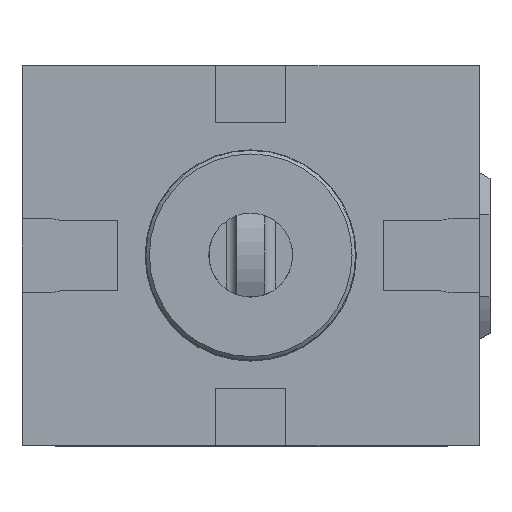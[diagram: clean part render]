
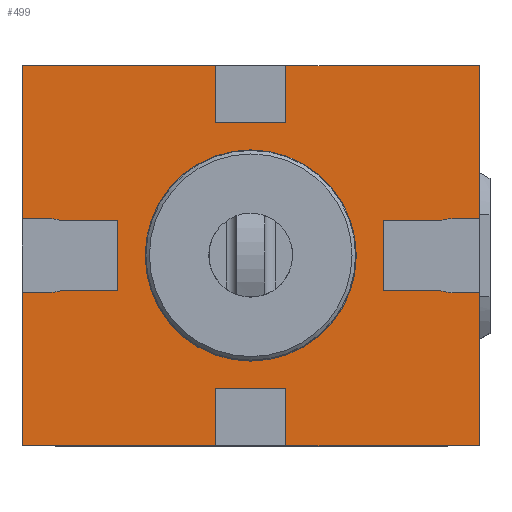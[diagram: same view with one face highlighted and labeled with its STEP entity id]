
A CAD part, top view. The second image highlights one B-rep face of the part: STEP entity #499.
In plain terms, the highlighted planar face has unit normal (0, 0, 1).
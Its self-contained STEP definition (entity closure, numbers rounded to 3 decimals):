
#51=LINE('',#2202,#168);
#54=LINE('',#2208,#171);
#56=LINE('',#2212,#173);
#60=LINE('',#2222,#177);
#63=LINE('',#2228,#180);
#69=LINE('',#2243,#186);
#71=LINE('',#2247,#188);
#73=LINE('',#2251,#190);
#83=LINE('',#2276,#200);
#85=LINE('',#2282,#202);
#87=LINE('',#2286,#204);
#89=LINE('',#2290,#206);
#93=LINE('',#2300,#210);
#99=LINE('',#2313,#216);
#103=LINE('',#2321,#220);
#104=LINE('',#2323,#221);
#126=LINE('',#2401,#243);
#130=LINE('',#2409,#247);
#138=LINE('',#2426,#255);
#141=LINE('',#2431,#258);
#142=LINE('',#2433,#259);
#143=LINE('',#2434,#260);
#144=LINE('',#2435,#261);
#145=LINE('',#2436,#262);
#168=VECTOR('',#1563,1.);
#171=VECTOR('',#1568,1.);
#173=VECTOR('',#1572,1.);
#177=VECTOR('',#1582,1.);
#180=VECTOR('',#1587,1.);
#186=VECTOR('',#1601,1.);
#188=VECTOR('',#1605,1.);
#190=VECTOR('',#1609,1.);
#200=VECTOR('',#1627,1.);
#202=VECTOR('',#1635,1.);
#204=VECTOR('',#1639,1.);
#206=VECTOR('',#1643,1.);
#210=VECTOR('',#1653,1.);
#216=VECTOR('',#1663,1.);
#220=VECTOR('',#1669,1.);
#221=VECTOR('',#1672,1.);
#243=VECTOR('',#1758,1.);
#247=VECTOR('',#1762,1.);
#255=VECTOR('',#1776,1.);
#258=VECTOR('',#1779,1.);
#259=VECTOR('',#1782,1.);
#260=VECTOR('',#1783,1.);
#261=VECTOR('',#1784,1.);
#262=VECTOR('',#1785,1.);
#317=PLANE('',#1453);
#422=CIRCLE('',#1392,10.5);
#423=CIRCLE('',#1396,10.5);
#426=CIRCLE('',#1406,10.5);
#427=CIRCLE('',#1411,10.5);
#437=CIRCLE('',#1447,30.);
#499=ADVANCED_FACE('',(#555,#556),#317,.T.);
#555=FACE_BOUND('',#643,.T.);
#556=FACE_BOUND('',#644,.T.);
#643=EDGE_LOOP('',(#914,#915,#916,#917,#918,#919,#920,#921,#922,#923,#924,
#925,#926,#927,#928,#929,#930,#931,#932,#933,#934,#935,#936,#937,#938,#939,
#940,#941));
#644=EDGE_LOOP('',(#942));
#914=ORIENTED_EDGE('',*,*,#1191,.F.);
#915=ORIENTED_EDGE('',*,*,#1192,.F.);
#916=ORIENTED_EDGE('',*,*,#1178,.F.);
#917=ORIENTED_EDGE('',*,*,#1181,.F.);
#918=ORIENTED_EDGE('',*,*,#1183,.F.);
#919=ORIENTED_EDGE('',*,*,#1185,.F.);
#920=ORIENTED_EDGE('',*,*,#1188,.F.);
#921=ORIENTED_EDGE('',*,*,#1279,.F.);
#922=ORIENTED_EDGE('',*,*,#1291,.T.);
#923=ORIENTED_EDGE('',*,*,#1198,.F.);
#924=ORIENTED_EDGE('',*,*,#1200,.F.);
#925=ORIENTED_EDGE('',*,*,#1202,.F.);
#926=ORIENTED_EDGE('',*,*,#1292,.T.);
#927=ORIENTED_EDGE('',*,*,#1287,.T.);
#928=ORIENTED_EDGE('',*,*,#1214,.F.);
#929=ORIENTED_EDGE('',*,*,#1215,.F.);
#930=ORIENTED_EDGE('',*,*,#1217,.F.);
#931=ORIENTED_EDGE('',*,*,#1219,.F.);
#932=ORIENTED_EDGE('',*,*,#1221,.F.);
#933=ORIENTED_EDGE('',*,*,#1223,.F.);
#934=ORIENTED_EDGE('',*,*,#1226,.F.);
#935=ORIENTED_EDGE('',*,*,#1290,.T.);
#936=ORIENTED_EDGE('',*,*,#1293,.F.);
#937=ORIENTED_EDGE('',*,*,#1236,.F.);
#938=ORIENTED_EDGE('',*,*,#1237,.F.);
#939=ORIENTED_EDGE('',*,*,#1232,.F.);
#940=ORIENTED_EDGE('',*,*,#1294,.F.);
#941=ORIENTED_EDGE('',*,*,#1275,.F.);
#942=ORIENTED_EDGE('',*,*,#1274,.F.);
#1053=VERTEX_POINT('',#2203);
#1054=VERTEX_POINT('',#2204);
#1055=VERTEX_POINT('',#2209);
#1056=VERTEX_POINT('',#2213);
#1057=VERTEX_POINT('',#2217);
#1058=VERTEX_POINT('',#2221);
#1059=VERTEX_POINT('',#2225);
#1060=VERTEX_POINT('',#2227);
#1065=VERTEX_POINT('',#2242);
#1066=VERTEX_POINT('',#2244);
#1067=VERTEX_POINT('',#2248);
#1068=VERTEX_POINT('',#2252);
#1077=VERTEX_POINT('',#2273);
#1078=VERTEX_POINT('',#2275);
#1079=VERTEX_POINT('',#2279);
#1080=VERTEX_POINT('',#2283);
#1081=VERTEX_POINT('',#2287);
#1082=VERTEX_POINT('',#2291);
#1083=VERTEX_POINT('',#2295);
#1084=VERTEX_POINT('',#2299);
#1089=VERTEX_POINT('',#2312);
#1090=VERTEX_POINT('',#2314);
#1091=VERTEX_POINT('',#2318);
#1092=VERTEX_POINT('',#2320);
#1116=VERTEX_POINT('',#2399);
#1117=VERTEX_POINT('',#2402);
#1120=VERTEX_POINT('',#2408);
#1127=VERTEX_POINT('',#2427);
#1128=VERTEX_POINT('',#2430);
#1178=EDGE_CURVE('',#1053,#1054,#51,.T.);
#1181=EDGE_CURVE('',#1055,#1053,#54,.T.);
#1183=EDGE_CURVE('',#1056,#1055,#56,.T.);
#1185=EDGE_CURVE('',#1057,#1056,#422,.T.);
#1188=EDGE_CURVE('',#1058,#1057,#60,.T.);
#1191=EDGE_CURVE('',#1060,#1059,#63,.T.);
#1192=EDGE_CURVE('',#1054,#1060,#423,.T.);
#1198=EDGE_CURVE('',#1065,#1066,#69,.T.);
#1200=EDGE_CURVE('',#1067,#1065,#71,.T.);
#1202=EDGE_CURVE('',#1068,#1067,#73,.T.);
#1214=EDGE_CURVE('',#1078,#1077,#83,.T.);
#1215=EDGE_CURVE('',#1079,#1078,#426,.T.);
#1217=EDGE_CURVE('',#1080,#1079,#85,.T.);
#1219=EDGE_CURVE('',#1081,#1080,#87,.T.);
#1221=EDGE_CURVE('',#1082,#1081,#89,.T.);
#1223=EDGE_CURVE('',#1083,#1082,#427,.T.);
#1226=EDGE_CURVE('',#1084,#1083,#93,.T.);
#1232=EDGE_CURVE('',#1089,#1090,#99,.T.);
#1236=EDGE_CURVE('',#1092,#1091,#103,.T.);
#1237=EDGE_CURVE('',#1090,#1092,#104,.T.);
#1274=EDGE_CURVE('',#1116,#1116,#437,.T.);
#1275=EDGE_CURVE('',#1059,#1117,#126,.T.);
#1279=EDGE_CURVE('',#1120,#1058,#130,.T.);
#1287=EDGE_CURVE('',#1127,#1077,#138,.T.);
#1290=EDGE_CURVE('',#1084,#1128,#141,.T.);
#1291=EDGE_CURVE('',#1120,#1066,#142,.T.);
#1292=EDGE_CURVE('',#1068,#1127,#143,.T.);
#1293=EDGE_CURVE('',#1091,#1128,#144,.T.);
#1294=EDGE_CURVE('',#1117,#1089,#145,.T.);
#1392=AXIS2_PLACEMENT_3D('',#2216,#1576,#1577);
#1396=AXIS2_PLACEMENT_3D('',#2230,#1590,#1591);
#1406=AXIS2_PLACEMENT_3D('',#2278,#1630,#1631);
#1411=AXIS2_PLACEMENT_3D('',#2294,#1647,#1648);
#1447=AXIS2_PLACEMENT_3D('',#2398,#1754,#1755);
#1453=AXIS2_PLACEMENT_3D('',#2437,#1786,#1787);
#1563=DIRECTION('',(-1.,0.,0.));
#1568=DIRECTION('',(0.,1.,0.));
#1572=DIRECTION('',(1.,0.,0.));
#1576=DIRECTION('',(0.,0.,1.));
#1577=DIRECTION('',(1.,0.,0.));
#1582=DIRECTION('',(1.,0.,0.));
#1587=DIRECTION('',(-1.,0.,0.));
#1590=DIRECTION('',(0.,0.,1.));
#1591=DIRECTION('',(1.,0.,0.));
#1601=DIRECTION('',(0.,-1.,0.));
#1605=DIRECTION('',(-1.,0.,0.));
#1609=DIRECTION('',(0.,1.,0.));
#1627=DIRECTION('',(1.,0.,0.));
#1630=DIRECTION('',(0.,0.,1.));
#1631=DIRECTION('',(1.,0.,0.));
#1635=DIRECTION('',(1.,0.,0.));
#1639=DIRECTION('',(0.,-1.,0.));
#1643=DIRECTION('',(-1.,0.,0.));
#1647=DIRECTION('',(0.,0.,1.));
#1648=DIRECTION('',(1.,0.,0.));
#1653=DIRECTION('',(-1.,0.,0.));
#1663=DIRECTION('',(0.,-1.,0.));
#1669=DIRECTION('',(0.,1.,0.));
#1672=DIRECTION('',(1.,0.,0.));
#1754=DIRECTION('',(0.,0.,1.));
#1755=DIRECTION('',(1.,0.,0.));
#1758=DIRECTION('',(0.,1.,0.));
#1762=DIRECTION('',(0.,1.,0.));
#1776=DIRECTION('',(0.,1.,0.));
#1779=DIRECTION('',(0.,1.,0.));
#1782=DIRECTION('',(1.,0.,0.));
#1783=DIRECTION('',(1.,0.,0.));
#1784=DIRECTION('',(1.,0.,0.));
#1785=DIRECTION('',(1.,0.,0.));
#1786=DIRECTION('',(0.,0.,1.));
#1787=DIRECTION('',(-1.,0.,0.));
#2202=CARTESIAN_POINT('',(-37.75,10.,0.));
#2203=CARTESIAN_POINT('',(-37.75,10.,0.));
#2204=CARTESIAN_POINT('',(-54.,10.,0.));
#2208=CARTESIAN_POINT('',(-37.75,-10.,0.));
#2209=CARTESIAN_POINT('',(-37.75,-10.,0.));
#2212=CARTESIAN_POINT('',(-54.,-10.,0.));
#2213=CARTESIAN_POINT('',(-54.,-10.,0.));
#2216=CARTESIAN_POINT('',(-57.202,0.,0.));
#2217=CARTESIAN_POINT('',(-57.202,-10.5,0.));
#2221=CARTESIAN_POINT('',(-65.,-10.5,0.));
#2222=CARTESIAN_POINT('',(-71.07,-10.5,0.));
#2225=CARTESIAN_POINT('',(-65.,10.5,0.));
#2227=CARTESIAN_POINT('',(-57.202,10.5,0.));
#2228=CARTESIAN_POINT('',(-57.202,10.5,0.));
#2230=CARTESIAN_POINT('',(-57.202,0.,0.));
#2242=CARTESIAN_POINT('',(-10.,-37.75,0.));
#2243=CARTESIAN_POINT('',(-10.,-37.75,0.));
#2244=CARTESIAN_POINT('',(-10.,-54.,0.));
#2247=CARTESIAN_POINT('',(10.,-37.75,0.));
#2248=CARTESIAN_POINT('',(10.,-37.75,0.));
#2251=CARTESIAN_POINT('',(10.,-59.27,0.));
#2252=CARTESIAN_POINT('',(10.,-54.,0.));
#2273=CARTESIAN_POINT('',(65.,-10.5,0.));
#2275=CARTESIAN_POINT('',(57.202,-10.5,0.));
#2276=CARTESIAN_POINT('',(57.202,-10.5,0.));
#2278=CARTESIAN_POINT('',(57.202,0.,0.));
#2279=CARTESIAN_POINT('',(54.,-10.,0.));
#2282=CARTESIAN_POINT('',(37.75,-10.,0.));
#2283=CARTESIAN_POINT('',(37.75,-10.,0.));
#2286=CARTESIAN_POINT('',(37.75,10.,0.));
#2287=CARTESIAN_POINT('',(37.75,10.,0.));
#2290=CARTESIAN_POINT('',(54.,10.,0.));
#2291=CARTESIAN_POINT('',(54.,10.,0.));
#2294=CARTESIAN_POINT('',(57.202,0.,0.));
#2295=CARTESIAN_POINT('',(57.202,10.5,0.));
#2299=CARTESIAN_POINT('',(65.,10.5,0.));
#2300=CARTESIAN_POINT('',(72.564,10.5,0.));
#2312=CARTESIAN_POINT('',(-10.,54.,0.));
#2313=CARTESIAN_POINT('',(-10.,61.5,0.));
#2314=CARTESIAN_POINT('',(-10.,37.75,0.));
#2318=CARTESIAN_POINT('',(10.,54.,0.));
#2320=CARTESIAN_POINT('',(10.,37.75,0.));
#2321=CARTESIAN_POINT('',(10.,37.75,0.));
#2323=CARTESIAN_POINT('',(-10.,37.75,0.));
#2398=CARTESIAN_POINT('',(0.,0.,0.));
#2399=CARTESIAN_POINT('',(30.,0.,0.));
#2401=CARTESIAN_POINT('',(-65.,-54.,0.));
#2402=CARTESIAN_POINT('',(-65.,54.,0.));
#2408=CARTESIAN_POINT('',(-65.,-54.,0.));
#2409=CARTESIAN_POINT('',(-65.,-54.,0.));
#2426=CARTESIAN_POINT('',(65.,-54.,0.));
#2427=CARTESIAN_POINT('',(65.,-54.,0.));
#2430=CARTESIAN_POINT('',(65.,54.,0.));
#2431=CARTESIAN_POINT('',(65.,-54.,0.));
#2433=CARTESIAN_POINT('',(65.,-54.,0.));
#2434=CARTESIAN_POINT('',(65.,-54.,0.));
#2435=CARTESIAN_POINT('',(65.,54.,0.));
#2436=CARTESIAN_POINT('',(65.,54.,0.));
#2437=CARTESIAN_POINT('',(65.,-54.,0.));
